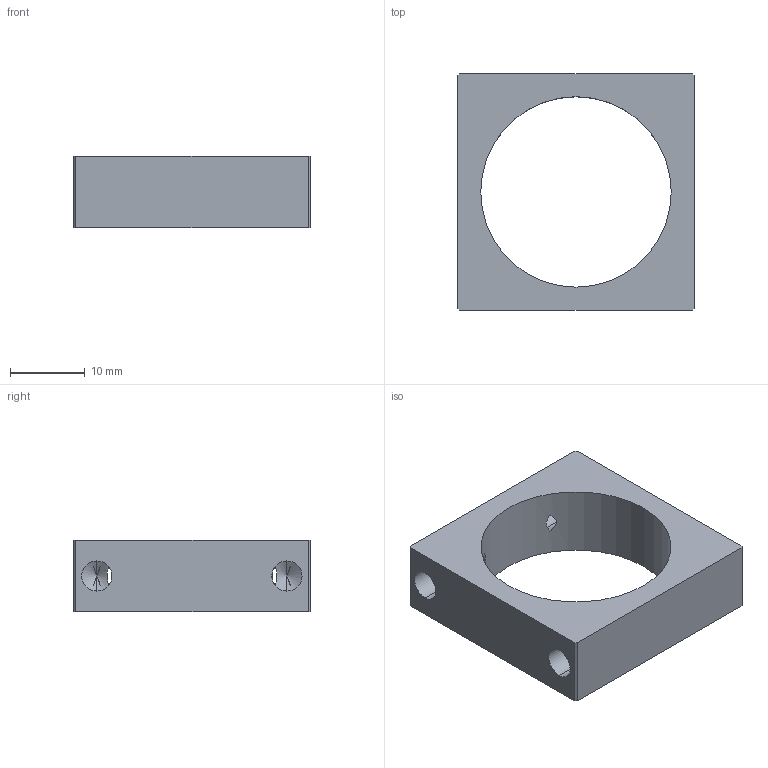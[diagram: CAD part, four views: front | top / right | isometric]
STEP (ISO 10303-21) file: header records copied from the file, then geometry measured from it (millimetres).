
FILE_DESCRIPTION (( 'STEP AP214' ), '1' );
FILE_NAME ('am-3259 DART Ram End Bearing REV3.STEP', '2018-06-19T12:55:15', ( '' ), ( '' ), 'SwSTEP 2.0', 'SolidWorks 2017', '' );
FILE_SCHEMA (( 'AUTOMOTIVE_DESIGN' ));
Length unit declared in the file: inch
Products named in the file (1): am-3259 DART Ram End Bearing REV3
Bounding box: 31.62 x 31.62 x 9.53 mm (x, y, z)
Volume: 4164.4 mm3; surface area: 3421.3 mm2
Topology: 1 solids, 1 shells, 28 faces, 82 edges, 48 vertices
Faces by surface type: cylinder 10, plane 10, cone 8
Entity records: 1018 total; most frequent: CARTESIAN_POINT 255, DIRECTION 148, ORIENTED_EDGE 148, EDGE_CURVE 74, AXIS2_PLACEMENT_3D 53, VERTEX_POINT 48, LINE 42, VECTOR 42
